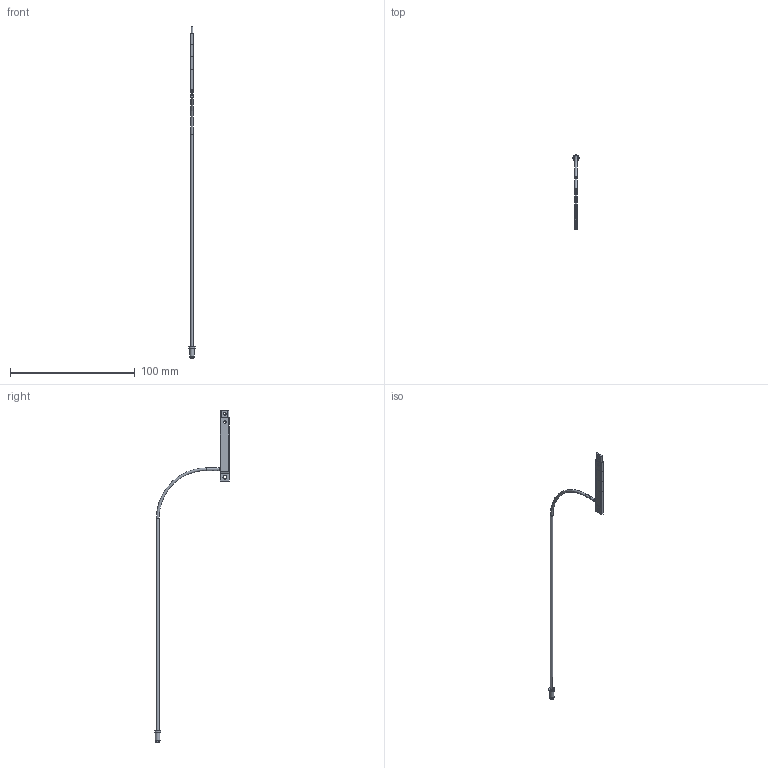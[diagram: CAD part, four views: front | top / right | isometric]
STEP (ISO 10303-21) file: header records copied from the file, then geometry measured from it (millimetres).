
FILE_DESCRIPTION(/* description */ ('STEP AP214'),/* implementation_level */ '2;1');
FILE_NAME(/* name */ '13009_EZH-15_65-10',/* time_stamp */ '2024-08-28T12:21:25+02:00',/* author */ ('License CC BY-ND 4.0'),/* organization */ ('CADENAS'),/* preprocessor_version */ 'ST-DEVELOPER v19.3',/* originating_system */ 'PARTsolutions',/* authorisation */ ' ');
FILE_SCHEMA (('AUTOMOTIVE_DESIGN {1 0 10303 214 3 1 1}'));
Length unit declared in the file: millimetre
Products named in the file (4): 13009 EZH-1.5_6.5-10---(0); 13009 EZH-1.5_6.5-10_1; 13009 EZH-1.5_6.5-10_2; 237545 EZH-1,5/6,5-10_pu
Assembly tree (3 placements, depth 2):
  13009 EZH-1.5_6.5-10---(0)
    13009 EZH-1.5_6.5-10_1
    13009 EZH-1.5_6.5-10_2
    237545 EZH-1,5/6,5-10_pu
Bounding box: 5 x 60.05 x 266.55 mm (x, y, z)
Volume: 1254.5 mm3; surface area: 4856.6 mm2
Topology: 3 solids, 3 shells, 79 faces, 181 edges, 118 vertices
Faces by surface type: plane 36, cylinder 32, torus 6, cone 5
Full cylindrical faces by diameter (mm): 0.9 x1, 1 x1, 1.2 x2, 1.5 x4, 2.1 x5, 3 x1, 3.6 x1, 5 x1
Entity records: 2322 total; most frequent: DIRECTION 386, CARTESIAN_POINT 343, ORIENTED_EDGE 296, AXIS2_PLACEMENT_3D 155, EDGE_CURVE 148, EDGE_LOOP 128, FACE_BOUND 128, VERTEX_POINT 112
